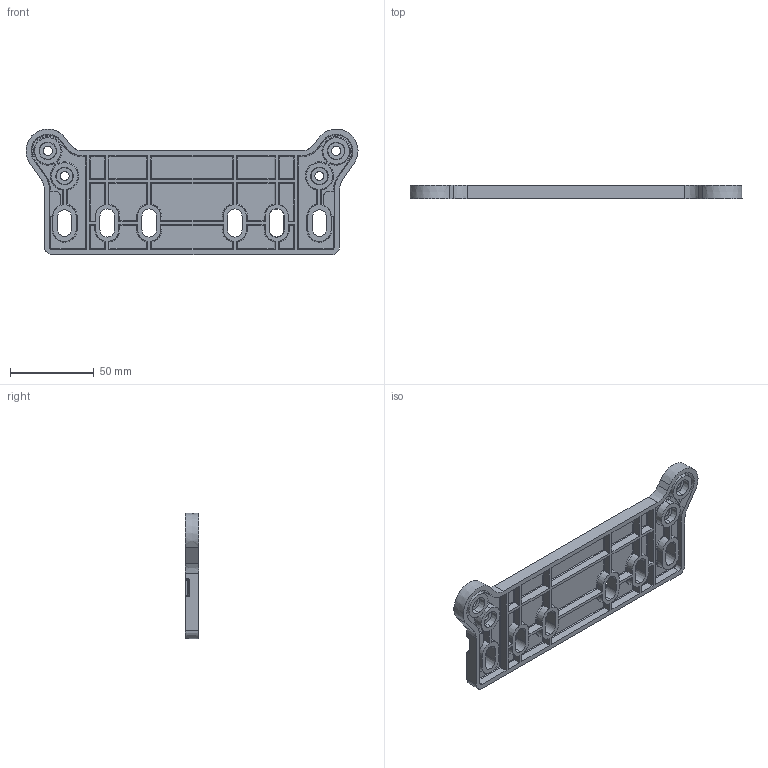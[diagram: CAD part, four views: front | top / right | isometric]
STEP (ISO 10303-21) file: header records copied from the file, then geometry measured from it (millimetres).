
FILE_DESCRIPTION (( 'STEP AP214' ), '1' );
FILE_NAME ('Flange8in.STEP', '2009-07-01T10:40:26', ( '' ), ( '' ), 'SwSTEP 2.0', 'SolidWorks 2008', '' );
FILE_SCHEMA (( 'AUTOMOTIVE_DESIGN' ));
Length unit declared in the file: millimetre
Products named in the file (1): Flange8in
Bounding box: 198 x 8 x 74.99 mm (x, y, z)
Volume: 51148.2 mm3; surface area: 37569.4 mm2
Topology: 1 solids, 1 shells, 400 faces, 1009 edges, 630 vertices
Faces by surface type: plane 161, cylinder 125, cone 76, bspline 38
Entity records: 17644 total; most frequent: CARTESIAN_POINT 8962, ORIENTED_EDGE 2014, DIRECTION 1421, EDGE_CURVE 1007, VERTEX_POINT 630, AXIS2_PLACEMENT_3D 487, VECTOR 447, LINE 447
